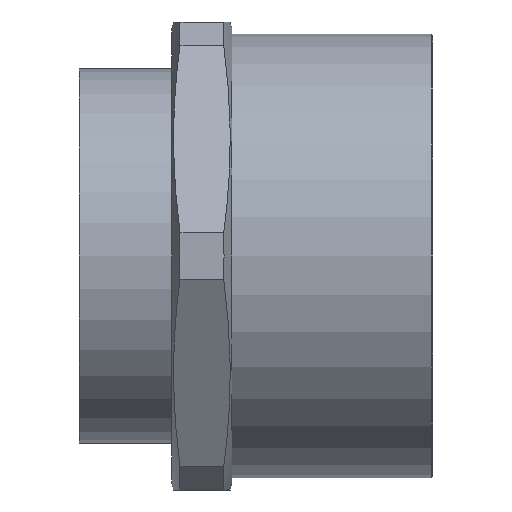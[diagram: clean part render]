
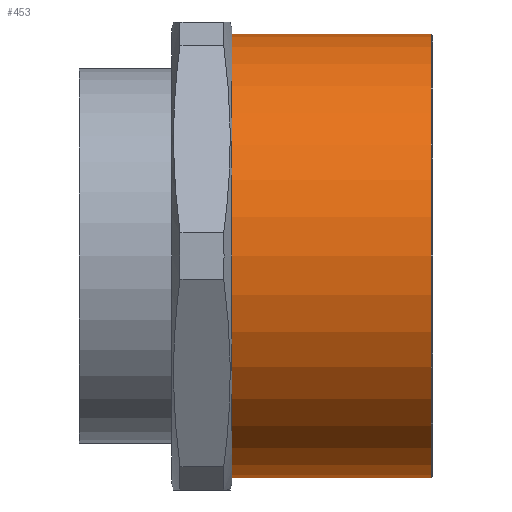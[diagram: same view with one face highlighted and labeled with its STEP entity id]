
A CAD part, front view. The second image highlights one B-rep face of the part: STEP entity #453.
In plain terms, the highlighted cylindrical face has radius 16.6 mm (diameter 33.2 mm), a full revolution.
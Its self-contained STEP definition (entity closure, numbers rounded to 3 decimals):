
#28=CIRCLE('',#506,16.6);
#29=CIRCLE('',#508,16.6);
#40=CYLINDRICAL_SURFACE('',#507,16.6);
#60=FACE_OUTER_BOUND('',#88,.T.);
#88=EDGE_LOOP('',(#359,#360,#361,#362));
#114=LINE('',#781,#135);
#135=VECTOR('',#591,16.6);
#197=VERTEX_POINT('',#776);
#198=VERTEX_POINT('',#779);
#252=EDGE_CURVE('',#197,#197,#28,.T.);
#253=EDGE_CURVE('',#198,#198,#29,.T.);
#254=EDGE_CURVE('',#198,#197,#114,.T.);
#359=ORIENTED_EDGE('',*,*,#253,.F.);
#360=ORIENTED_EDGE('',*,*,#254,.T.);
#361=ORIENTED_EDGE('',*,*,#252,.T.);
#362=ORIENTED_EDGE('',*,*,#254,.F.);
#453=ADVANCED_FACE('',(#60),#40,.T.);
#506=AXIS2_PLACEMENT_3D('',#777,#585,#586);
#507=AXIS2_PLACEMENT_3D('',#778,#587,#588);
#508=AXIS2_PLACEMENT_3D('',#780,#589,#590);
#585=DIRECTION('center_axis',(1.,0.,0.));
#586=DIRECTION('ref_axis',(0.,0.,-1.));
#587=DIRECTION('center_axis',(1.,0.,0.));
#588=DIRECTION('ref_axis',(0.,1.,0.));
#589=DIRECTION('center_axis',(1.,0.,0.));
#590=DIRECTION('ref_axis',(0.,0.,-1.));
#591=DIRECTION('',(-1.,0.,0.));
#776=CARTESIAN_POINT('',(-2.984,-16.6,0.));
#777=CARTESIAN_POINT('Origin',(-2.984,0.,0.));
#778=CARTESIAN_POINT('Origin',(5.216,0.,0.));
#779=CARTESIAN_POINT('',(11.916,-16.6,0.));
#780=CARTESIAN_POINT('Origin',(11.916,0.,0.));
#781=CARTESIAN_POINT('',(5.216,-16.6,0.));
